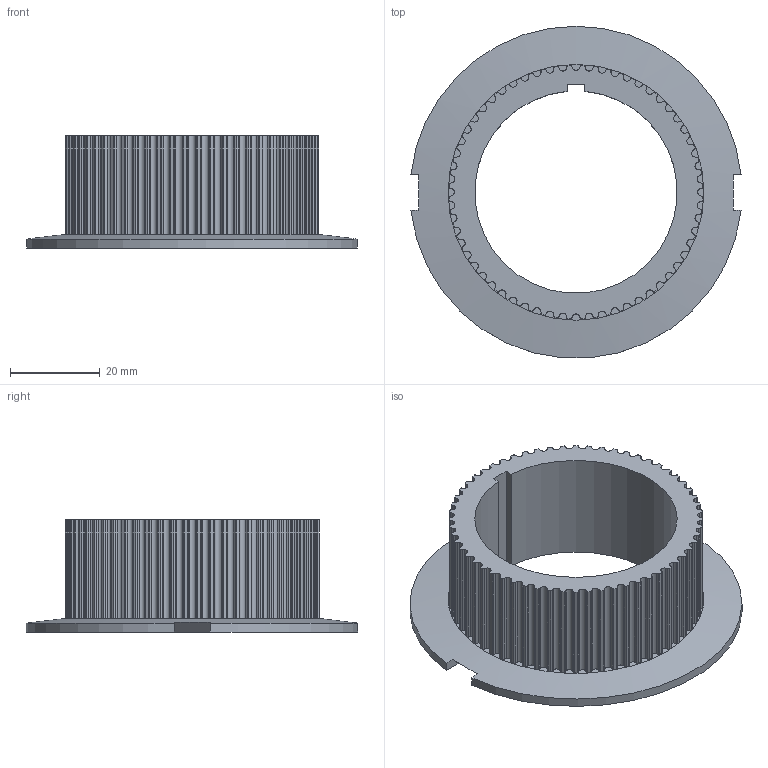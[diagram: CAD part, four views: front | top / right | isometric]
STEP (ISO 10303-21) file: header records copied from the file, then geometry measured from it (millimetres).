
FILE_DESCRIPTION(('FreeCAD Model'),'2;1');
FILE_NAME('Open CASCADE Shape Model','2024-12-01T17:19:52',(''),(''), 'Open CASCADE STEP processor 7.8','FreeCAD','Unknown');
FILE_SCHEMA(('AUTOMOTIVE_DESIGN { 1 0 10303 214 1 1 1 1 }'));
Length unit declared in the file: millimetre
Products named in the file (1): SpindleGear60GT3
Bounding box: 73.57 x 73.86 x 25 mm (x, y, z)
Volume: 24832.7 mm3; surface area: 14980.4 mm2
Topology: 1 solids, 1 shells, 376 faces, 1120 edges, 747 vertices
Faces by surface type: cylinder 303, plane 72, cone 1
Entity records: 28482 total; most frequent: CARTESIAN_POINT 6332, DIRECTION 4420, ORIENTED_EDGE 2240, PCURVE 2240, DEFINITIONAL_REPRESENTATION 2240, LINE 2127, VECTOR 2127, EDGE_CURVE 1120
